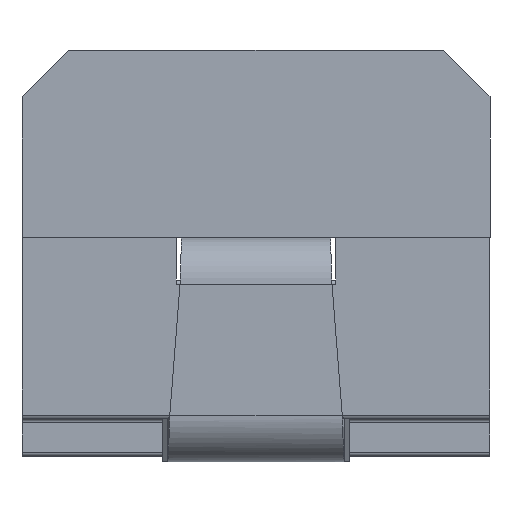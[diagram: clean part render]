
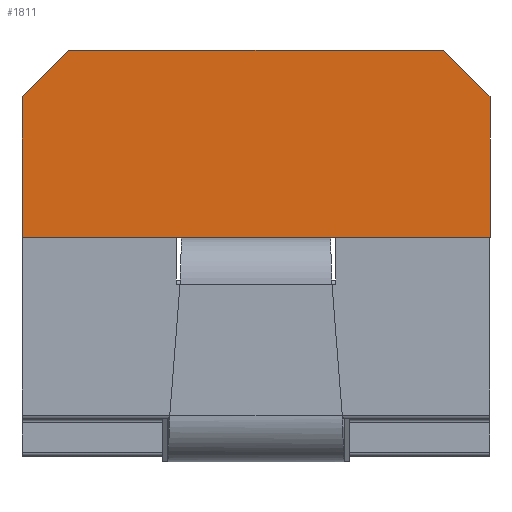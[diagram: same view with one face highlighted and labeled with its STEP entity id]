
A CAD part, front view. The second image highlights one B-rep face of the part: STEP entity #1811.
In plain terms, the highlighted planar face has unit normal (0, -1, 0).
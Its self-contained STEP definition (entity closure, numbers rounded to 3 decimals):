
#511=ORIENTED_EDGE('',*,*,#859,.T.);
#512=ORIENTED_EDGE('',*,*,#879,.T.);
#513=ORIENTED_EDGE('',*,*,#880,.F.);
#514=ORIENTED_EDGE('',*,*,#878,.F.);
#515=ORIENTED_EDGE('',*,*,#881,.T.);
#516=ORIENTED_EDGE('',*,*,#882,.T.);
#859=EDGE_CURVE('',#1062,#1061,#1225,.T.);
#878=EDGE_CURVE('',#1078,#1077,#1234,.T.);
#879=EDGE_CURVE('',#1061,#1079,#1235,.F.);
#880=EDGE_CURVE('',#1077,#1079,#1236,.T.);
#881=EDGE_CURVE('',#1078,#1080,#1237,.T.);
#882=EDGE_CURVE('',#1080,#1062,#1238,.T.);
#1061=VERTEX_POINT('',#3303);
#1062=VERTEX_POINT('',#3305);
#1077=VERTEX_POINT('',#3398);
#1078=VERTEX_POINT('',#3400);
#1079=VERTEX_POINT('',#3404);
#1080=VERTEX_POINT('',#3407);
#1225=LINE('',#3304,#1377);
#1234=LINE('',#3401,#1386);
#1235=LINE('',#3403,#1387);
#1236=LINE('',#3405,#1388);
#1237=LINE('',#3406,#1389);
#1238=LINE('',#3408,#1390);
#1377=VECTOR('',#2626,1000.);
#1386=VECTOR('',#2639,1000.);
#1387=VECTOR('',#2642,1000.);
#1388=VECTOR('',#2643,1000.);
#1389=VECTOR('',#2644,1000.);
#1390=VECTOR('',#2645,1000.);
#1496=EDGE_LOOP('',(#511,#512,#513,#514,#515,#516));
#1620=FACE_BOUND('',#1496,.T.);
#1711=PLANE('',#2316);
#1811=ADVANCED_FACE('',(#1620),#1711,.T.);
#2316=AXIS2_PLACEMENT_3D('',#3402,#2640,#2641);
#2626=DIRECTION('',(-1.,0.,0.));
#2639=DIRECTION('',(-1.,0.,0.));
#2640=DIRECTION('',(0.,-1.,0.));
#2641=DIRECTION('',(0.,0.,-1.));
#2642=DIRECTION('',(0.707,0.,0.707));
#2643=DIRECTION('',(0.,0.,1.));
#2644=DIRECTION('',(0.,0.,1.));
#2645=DIRECTION('',(-0.707,0.,0.707));
#3303=CARTESIAN_POINT('',(-1.,-1.45,2.17));
#3304=CARTESIAN_POINT('',(1.25,-1.45,2.17));
#3305=CARTESIAN_POINT('',(1.,-1.45,2.17));
#3398=CARTESIAN_POINT('',(-1.25,-1.45,1.17));
#3400=CARTESIAN_POINT('',(1.25,-1.45,1.17));
#3401=CARTESIAN_POINT('',(1.25,-1.45,1.17));
#3402=CARTESIAN_POINT('',(1.25,-1.45,1.17));
#3403=CARTESIAN_POINT('',(-0.375,-1.45,2.795));
#3404=CARTESIAN_POINT('',(-1.25,-1.45,1.92));
#3405=CARTESIAN_POINT('',(-1.25,-1.45,1.17));
#3406=CARTESIAN_POINT('',(1.25,-1.45,1.17));
#3407=CARTESIAN_POINT('',(1.25,-1.45,1.92));
#3408=CARTESIAN_POINT('',(1.625,-1.45,1.545));
